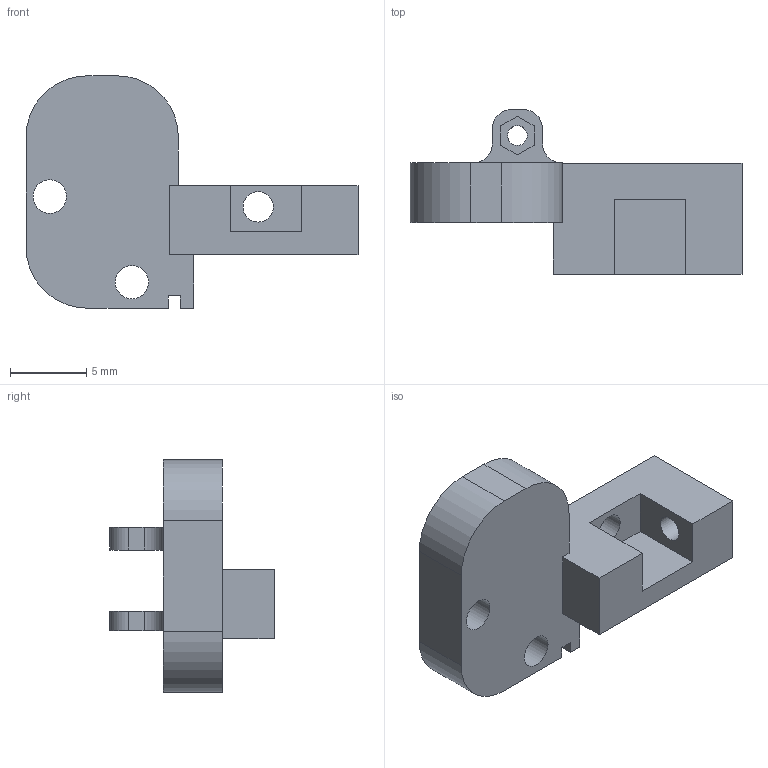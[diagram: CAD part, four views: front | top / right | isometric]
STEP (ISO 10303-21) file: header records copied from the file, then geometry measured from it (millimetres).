
FILE_DESCRIPTION(/* description */ (''),/* implementation_level */ '2;1');
FILE_NAME(/* name */ 'drive_holder.step',/* time_stamp */ '2025-12-15T15:34:24-05:00',/* author */ (''),/* organization */ (''),/* preprocessor_version */ 'ST-DEVELOPER v20.1',/* originating_system */ 'Autodesk Translation Framework v14.21.0.0',/* authorisation */ '');
FILE_SCHEMA (('AUTOMOTIVE_DESIGN { 1 0 10303 214 3 1 1 }'));
Length unit declared in the file: millimetre
Products named in the file (1): 2025-12-15-15-34-24-731
Bounding box: 21.8 x 10.8 x 15.25 mm (x, y, z)
Volume: 877.8 mm3; surface area: 949 mm2
Topology: 1 solids, 1 shells, 54 faces, 147 edges, 98 vertices
Faces by surface type: plane 37, cylinder 17
Full cylindrical faces by diameter (mm): 1.3 x2, 1.7 x1, 2 x1, 2.2 x2
Entity records: 1769 total; most frequent: CARTESIAN_POINT 300, ORIENTED_EDGE 294, DIRECTION 291, EDGE_CURVE 147, LINE 113, VECTOR 113, VERTEX_POINT 98, AXIS2_PLACEMENT_3D 89
